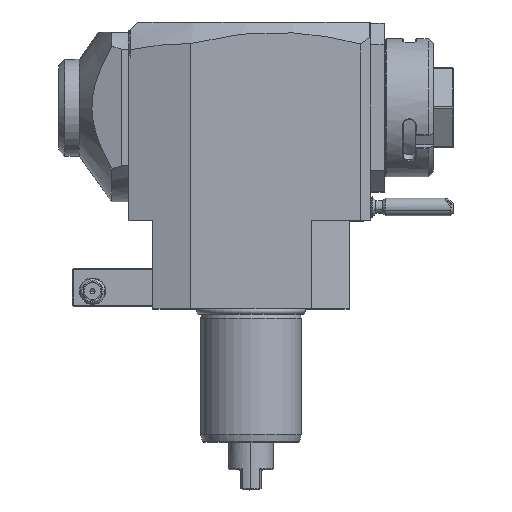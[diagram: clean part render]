
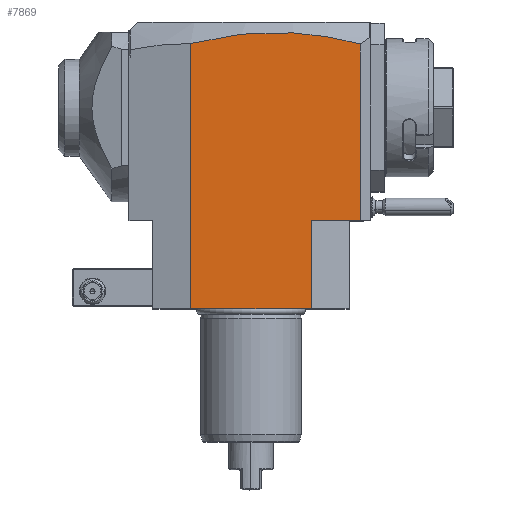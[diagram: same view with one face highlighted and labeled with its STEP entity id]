
A CAD part, top view. The second image highlights one B-rep face of the part: STEP entity #7869.
In plain terms, the highlighted planar face has unit normal (0, 0, 1).
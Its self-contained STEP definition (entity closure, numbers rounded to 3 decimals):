
#140=DIRECTION('',(0.,-1.,0.));
#141=VECTOR('',#140,70.258);
#142=CARTESIAN_POINT('',(43.5,105.258,37.5));
#143=LINE('',#142,#141);
#144=DIRECTION('',(-1.,0.,0.));
#145=VECTOR('',#144,19.5);
#146=CARTESIAN_POINT('',(43.5,35.,37.5));
#147=LINE('',#146,#145);
#148=CARTESIAN_POINT('',(-24.,105.435,37.5));
#149=CARTESIAN_POINT('',(-18.371,106.939,37.5));
#150=CARTESIAN_POINT('',(-7.115,109.162,37.5));
#151=CARTESIAN_POINT('',(9.762,110.233,37.5));
#152=CARTESIAN_POINT('',(26.635,109.072,37.5));
#153=CARTESIAN_POINT('',(37.879,106.791,37.5));
#154=CARTESIAN_POINT('',(43.5,105.258,37.5));
#218=DIRECTION('',(0.,-1.,0.));
#219=VECTOR('',#218,105.435);
#220=CARTESIAN_POINT('',(-24.,105.435,37.5));
#221=LINE('',#220,#219);
#238=DIRECTION('',(-1.,0.,0.));
#239=VECTOR('',#238,48.);
#240=CARTESIAN_POINT('',(24.,0.,37.5));
#241=LINE('',#240,#239);
#2718=DIRECTION('',(0.,1.,0.));
#2719=VECTOR('',#2718,35.);
#2720=CARTESIAN_POINT('',(24.,0.,37.5));
#2721=LINE('',#2720,#2719);
#7096=VERTEX_POINT('',#148);
#7097=VERTEX_POINT('',#154);
#7445=CARTESIAN_POINT('',(43.5,35.,37.5));
#7446=VERTEX_POINT('',#7445);
#7482=CARTESIAN_POINT('',(24.,0.,37.5));
#7483=VERTEX_POINT('',#7482);
#7484=CARTESIAN_POINT('',(-24.,0.,37.5));
#7485=VERTEX_POINT('',#7484);
#7620=CARTESIAN_POINT('',(24.,35.,37.5));
#7621=VERTEX_POINT('',#7620);
#7851=CARTESIAN_POINT('',(-39.202,35.,37.5));
#7852=DIRECTION('',(0.,0.,1.));
#7853=DIRECTION('',(1.,0.,0.));
#7854=AXIS2_PLACEMENT_3D('',#7851,#7852,#7853);
#7855=PLANE('',#7854);
#7857=ORIENTED_EDGE('',*,*,#7856,.T.);
#7858=ORIENTED_EDGE('',*,*,#7835,.T.);
#7860=ORIENTED_EDGE('',*,*,#7859,.F.);
#7862=ORIENTED_EDGE('',*,*,#7861,.T.);
#7864=ORIENTED_EDGE('',*,*,#7863,.F.);
#7866=ORIENTED_EDGE('',*,*,#7865,.T.);
#7867=EDGE_LOOP('',(#7857,#7858,#7860,#7862,#7864,#7866));
#7868=FACE_OUTER_BOUND('',#7867,.F.);
#155=B_SPLINE_CURVE_WITH_KNOTS('',3,(#148,#149,#150,#151,#152,#153,#154),
.UNSPECIFIED.,.F.,.F.,(4,1,1,1,4),(0.,0.25,0.5,0.75,1.),
.UNSPECIFIED.);
#7835=EDGE_CURVE('',#7446,#7621,#147,.T.);
#7856=EDGE_CURVE('',#7097,#7446,#143,.T.);
#7859=EDGE_CURVE('',#7483,#7621,#2721,.T.);
#7861=EDGE_CURVE('',#7483,#7485,#241,.T.);
#7863=EDGE_CURVE('',#7096,#7485,#221,.T.);
#7865=EDGE_CURVE('',#7096,#7097,#155,.T.);
#7869=ADVANCED_FACE('',(#7868),#7855,.T.);
